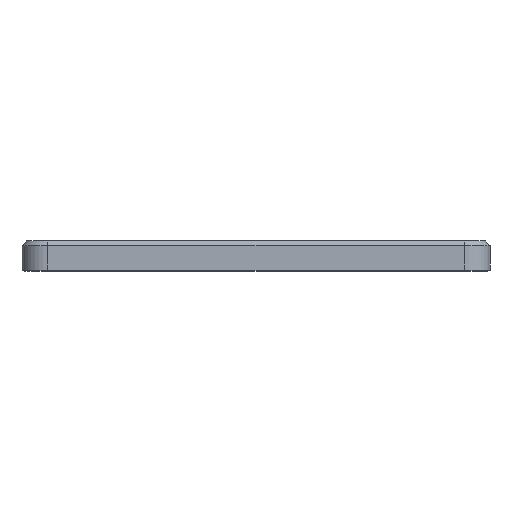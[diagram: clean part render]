
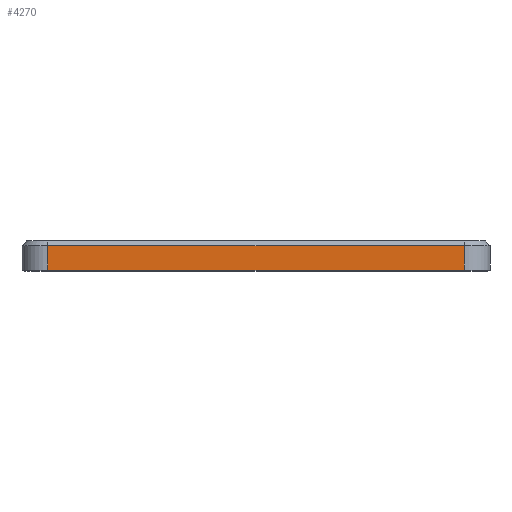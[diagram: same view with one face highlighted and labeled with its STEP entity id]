
A CAD part, front view. The second image highlights one B-rep face of the part: STEP entity #4270.
In plain terms, the highlighted planar face has unit normal (0, -1, 0).
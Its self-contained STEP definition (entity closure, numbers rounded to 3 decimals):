
#563=FACE_OUTER_BOUND('',#832,.T.);
#832=EDGE_LOOP('',(#3728,#3729,#3730,#3731));
#1188=LINE('',#7331,#1604);
#1247=LINE('',#7471,#1663);
#1253=LINE('',#7483,#1669);
#1254=LINE('',#7484,#1670);
#1604=VECTOR('',#5422,10.);
#1663=VECTOR('',#5595,10.);
#1669=VECTOR('',#5611,10.);
#1670=VECTOR('',#5612,10.);
#2042=VERTEX_POINT('',#7325);
#2043=VERTEX_POINT('',#7329);
#2067=VERTEX_POINT('',#7469);
#2068=VERTEX_POINT('',#7482);
#2573=EDGE_CURVE('',#2042,#2043,#1188,.T.);
#2644=EDGE_CURVE('',#2067,#2042,#1247,.T.);
#2650=EDGE_CURVE('',#2067,#2068,#1253,.T.);
#2651=EDGE_CURVE('',#2068,#2043,#1254,.T.);
#3728=ORIENTED_EDGE('',*,*,#2573,.F.);
#3729=ORIENTED_EDGE('',*,*,#2644,.F.);
#3730=ORIENTED_EDGE('',*,*,#2650,.T.);
#3731=ORIENTED_EDGE('',*,*,#2651,.T.);
#4033=PLANE('',#4616);
#4270=ADVANCED_FACE('',(#563),#4033,.T.);
#4616=AXIS2_PLACEMENT_3D('',#7481,#5609,#5610);
#5422=DIRECTION('',(1.,0.,0.));
#5595=DIRECTION('',(0.,0.,1.));
#5609=DIRECTION('center_axis',(0.,-1.,0.));
#5610=DIRECTION('ref_axis',(1.,0.,0.));
#5611=DIRECTION('',(1.,0.,0.));
#5612=DIRECTION('',(0.,0.,1.));
#7325=CARTESIAN_POINT('',(45.95,-47.221,0.1));
#7329=CARTESIAN_POINT('',(131.95,-47.221,0.1));
#7331=CARTESIAN_POINT('',(67.45,-47.221,0.1));
#7469=CARTESIAN_POINT('',(45.95,-47.221,-4.9));
#7471=CARTESIAN_POINT('',(45.95,-47.221,-5.1));
#7481=CARTESIAN_POINT('Origin',(45.95,-47.221,-5.1));
#7482=CARTESIAN_POINT('',(131.95,-47.221,-4.9));
#7483=CARTESIAN_POINT('',(67.45,-47.221,-4.9));
#7484=CARTESIAN_POINT('',(131.95,-47.221,-5.1));
